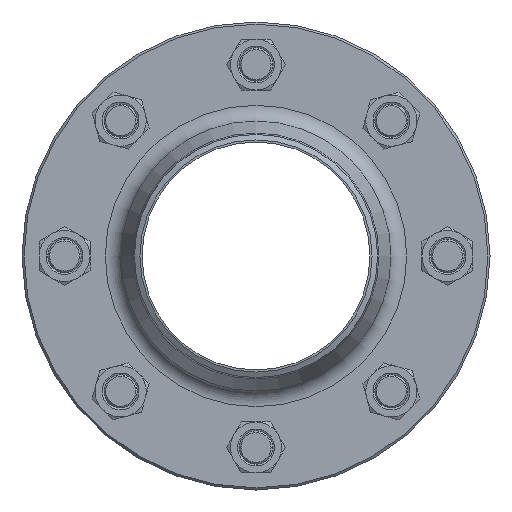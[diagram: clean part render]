
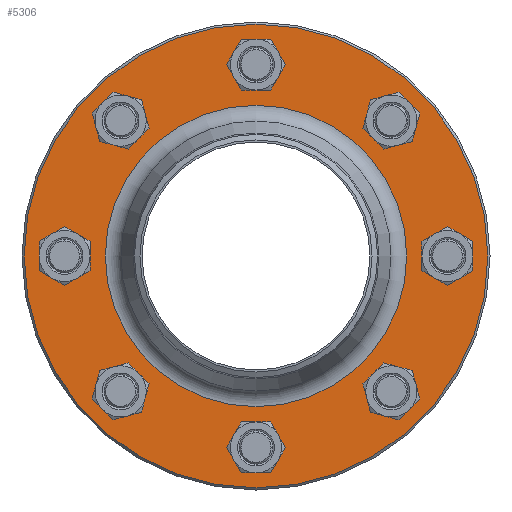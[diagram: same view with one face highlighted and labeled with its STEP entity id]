
A CAD part, left-side view. The second image highlights one B-rep face of the part: STEP entity #5306.
In plain terms, the highlighted planar face has unit normal (-1, 0, 0).
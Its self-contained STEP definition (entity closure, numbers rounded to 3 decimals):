
#1071=PLANE('',#6871);
#1633=EDGE_LOOP('',(#2517));
#1634=EDGE_LOOP('',(#2518));
#1635=EDGE_LOOP('',(#2519));
#1636=EDGE_LOOP('',(#2520));
#1637=EDGE_LOOP('',(#2521));
#1638=EDGE_LOOP('',(#2522));
#1639=EDGE_LOOP('',(#2523));
#1640=EDGE_LOOP('',(#2524));
#1641=EDGE_LOOP('',(#2525));
#1642=EDGE_LOOP('',(#2526));
#2517=ORIENTED_EDGE('',*,*,#4067,.T.);
#2518=ORIENTED_EDGE('',*,*,#4068,.T.);
#2519=ORIENTED_EDGE('',*,*,#4069,.T.);
#2520=ORIENTED_EDGE('',*,*,#4070,.T.);
#2521=ORIENTED_EDGE('',*,*,#4071,.T.);
#2522=ORIENTED_EDGE('',*,*,#4072,.T.);
#2523=ORIENTED_EDGE('',*,*,#4073,.T.);
#2524=ORIENTED_EDGE('',*,*,#4074,.T.);
#2525=ORIENTED_EDGE('',*,*,#4075,.T.);
#2526=ORIENTED_EDGE('',*,*,#4066,.T.);
#4066=EDGE_CURVE('',#6253,#6253,#4832,.T.);
#4067=EDGE_CURVE('',#6254,#6254,#4833,.T.);
#4068=EDGE_CURVE('',#6255,#6255,#4834,.T.);
#4069=EDGE_CURVE('',#6256,#6256,#4835,.T.);
#4070=EDGE_CURVE('',#6257,#6257,#4836,.T.);
#4071=EDGE_CURVE('',#6258,#6258,#4837,.T.);
#4072=EDGE_CURVE('',#6259,#6259,#4838,.T.);
#4073=EDGE_CURVE('',#6260,#6260,#4839,.T.);
#4074=EDGE_CURVE('',#6261,#6261,#4840,.T.);
#4075=EDGE_CURVE('',#6262,#6262,#4841,.T.);
#4832=CIRCLE('',#6860,70.829);
#4833=CIRCLE('',#6862,109.);
#4834=CIRCLE('',#6863,10.);
#4835=CIRCLE('',#6864,10.);
#4836=CIRCLE('',#6865,10.);
#4837=CIRCLE('',#6866,10.);
#4838=CIRCLE('',#6867,10.);
#4839=CIRCLE('',#6868,10.);
#4840=CIRCLE('',#6869,10.);
#4841=CIRCLE('',#6870,10.);
#5306=ADVANCED_FACE('',(#5784,#5785,#5786,#5787,#5788,#5789,#5790,#5791,
#5792,#5793),#1071,.F.);
#5784=FACE_BOUND('',#1633,.T.);
#5785=FACE_BOUND('',#1634,.T.);
#5786=FACE_BOUND('',#1635,.T.);
#5787=FACE_BOUND('',#1636,.T.);
#5788=FACE_BOUND('',#1637,.T.);
#5789=FACE_BOUND('',#1638,.T.);
#5790=FACE_BOUND('',#1639,.T.);
#5791=FACE_BOUND('',#1640,.T.);
#5792=FACE_BOUND('',#1641,.T.);
#5793=FACE_BOUND('',#1642,.T.);
#6253=VERTEX_POINT('',#10101);
#6254=VERTEX_POINT('',#10104);
#6255=VERTEX_POINT('',#10106);
#6256=VERTEX_POINT('',#10108);
#6257=VERTEX_POINT('',#10110);
#6258=VERTEX_POINT('',#10112);
#6259=VERTEX_POINT('',#10114);
#6260=VERTEX_POINT('',#10116);
#6261=VERTEX_POINT('',#10118);
#6262=VERTEX_POINT('',#10120);
#6860=AXIS2_PLACEMENT_3D('',#10100,#7965,#7966);
#6862=AXIS2_PLACEMENT_3D('',#10103,#7969,#7970);
#6863=AXIS2_PLACEMENT_3D('',#10105,#7971,#7972);
#6864=AXIS2_PLACEMENT_3D('',#10107,#7973,#7974);
#6865=AXIS2_PLACEMENT_3D('',#10109,#7975,#7976);
#6866=AXIS2_PLACEMENT_3D('',#10111,#7977,#7978);
#6867=AXIS2_PLACEMENT_3D('',#10113,#7979,#7980);
#6868=AXIS2_PLACEMENT_3D('',#10115,#7981,#7982);
#6869=AXIS2_PLACEMENT_3D('',#10117,#7983,#7984);
#6870=AXIS2_PLACEMENT_3D('',#10119,#7985,#7986);
#6871=AXIS2_PLACEMENT_3D('',#10121,#7987,#7988);
#7965=DIRECTION('',(1.,0.,0.));
#7966=DIRECTION('',(0.,-1.,0.));
#7969=DIRECTION('',(-1.,0.,0.));
#7970=DIRECTION('',(0.,-1.,0.));
#7971=DIRECTION('',(1.,0.,0.));
#7972=DIRECTION('',(0.,-1.,0.));
#7973=DIRECTION('',(1.,0.,0.));
#7974=DIRECTION('',(0.,-1.,0.));
#7975=DIRECTION('',(1.,0.,0.));
#7976=DIRECTION('',(0.,-1.,0.));
#7977=DIRECTION('',(1.,0.,0.));
#7978=DIRECTION('',(0.,-1.,0.));
#7979=DIRECTION('',(1.,0.,0.));
#7980=DIRECTION('',(0.,-1.,0.));
#7981=DIRECTION('',(1.,0.,0.));
#7982=DIRECTION('',(0.,-1.,0.));
#7983=DIRECTION('',(1.,0.,0.));
#7984=DIRECTION('',(0.,-1.,0.));
#7985=DIRECTION('',(1.,0.,0.));
#7986=DIRECTION('',(0.,-1.,0.));
#7987=DIRECTION('',(1.,0.,0.));
#7988=DIRECTION('',(0.,-1.,0.));
#10100=CARTESIAN_POINT('',(-26.,0.,0.));
#10101=CARTESIAN_POINT('',(-26.,-70.829,0.));
#10103=CARTESIAN_POINT('',(-26.,0.,0.));
#10104=CARTESIAN_POINT('',(-26.,-109.,0.));
#10105=CARTESIAN_POINT('',(-26.,63.64,-63.64));
#10106=CARTESIAN_POINT('',(-26.,53.64,-63.64));
#10107=CARTESIAN_POINT('',(-26.,90.,0.));
#10108=CARTESIAN_POINT('',(-26.,80.,0.));
#10109=CARTESIAN_POINT('',(-26.,63.64,63.64));
#10110=CARTESIAN_POINT('',(-26.,53.64,63.64));
#10111=CARTESIAN_POINT('',(-26.,0.,90.));
#10112=CARTESIAN_POINT('',(-26.,-10.,90.));
#10113=CARTESIAN_POINT('',(-26.,-63.64,63.64));
#10114=CARTESIAN_POINT('',(-26.,-73.64,63.64));
#10115=CARTESIAN_POINT('',(-26.,-90.,0.));
#10116=CARTESIAN_POINT('',(-26.,-100.,0.));
#10117=CARTESIAN_POINT('',(-26.,-63.64,-63.64));
#10118=CARTESIAN_POINT('',(-26.,-73.64,-63.64));
#10119=CARTESIAN_POINT('',(-26.,0.,-90.));
#10120=CARTESIAN_POINT('',(-26.,-10.,-90.));
#10121=CARTESIAN_POINT('',(-26.,0.,-70.829));
